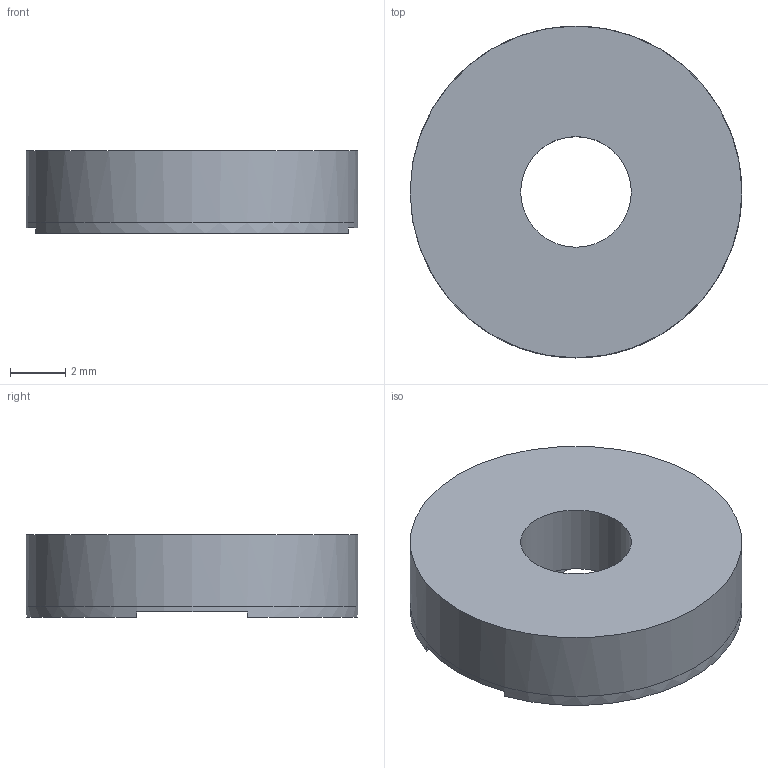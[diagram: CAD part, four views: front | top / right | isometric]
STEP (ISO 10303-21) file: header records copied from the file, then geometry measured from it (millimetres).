
FILE_DESCRIPTION(('FreeCAD Model'),'2;1');
FILE_NAME('m5-to-m4-bolt-hole-big-up-side-down.step','2020-05-09T15:48:38',('Author'),(''), 'Open CASCADE STEP processor 7.3','FreeCAD','Unknown');
FILE_SCHEMA(('AUTOMOTIVE_DESIGN { 1 0 10303 214 1 1 1 1 }'));
Length unit declared in the file: millimetre
Products named in the file (1): m5-to-m4-bolt-hole-big
Bounding box: 12 x 12 x 3 mm (x, y, z)
Volume: 294 mm3; surface area: 352.9 mm2
Topology: 1 solids, 1 shells, 20 faces, 55 edges, 36 vertices
Faces by surface type: plane 17, cylinder 3
Full cylindrical faces by diameter (mm): 4 x1, 12 x2
Entity records: 1482 total; most frequent: CARTESIAN_POINT 254, DIRECTION 195, ORIENTED_EDGE 110, PCURVE 110, DEFINITIONAL_REPRESENTATION 110, LINE 102, VECTOR 102, EDGE_CURVE 55
